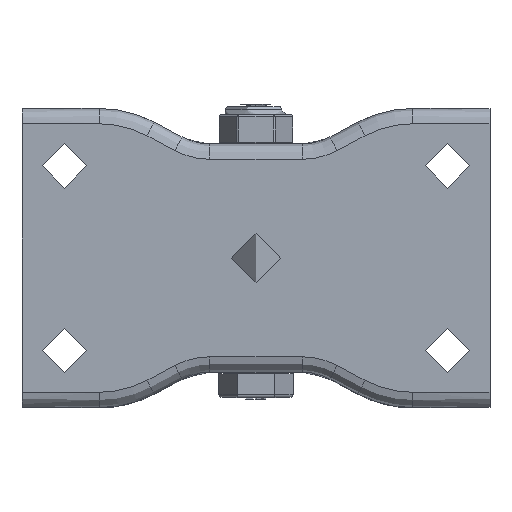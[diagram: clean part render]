
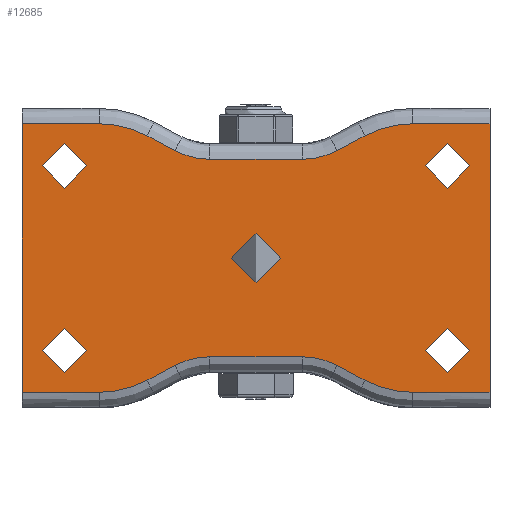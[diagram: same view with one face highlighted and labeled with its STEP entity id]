
A CAD part, top view. The second image highlights one B-rep face of the part: STEP entity #12685.
In plain terms, the highlighted planar face has unit normal (0, 0, 1).
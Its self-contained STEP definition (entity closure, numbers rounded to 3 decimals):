
#1253=FACE_BOUND('',#2885,.T.);
#1254=FACE_BOUND('',#2886,.T.);
#1255=FACE_BOUND('',#2887,.T.);
#1256=FACE_BOUND('',#2888,.T.);
#1257=FACE_BOUND('',#2889,.T.);
#1460=PLANE('',#13659);
#2054=FACE_OUTER_BOUND('',#2884,.T.);
#2884=EDGE_LOOP('',(#10654,#10655,#10656,#10657,#10658,#10659,#10660,#10661,
#10662,#10663,#10664,#10665,#10666,#10667,#10668,#10669,#10670,#10671,#10672,
#10673));
#2885=EDGE_LOOP('',(#10674));
#2886=EDGE_LOOP('',(#10675));
#2887=EDGE_LOOP('',(#10676));
#2888=EDGE_LOOP('',(#10677));
#2889=EDGE_LOOP('',(#10678));
#3723=LINE('',#23080,#4574);
#3728=LINE('',#23106,#4579);
#3729=LINE('',#23112,#4580);
#3731=LINE('',#23131,#4582);
#3735=LINE('',#23139,#4586);
#3736=LINE('',#23143,#4587);
#3737=LINE('',#23147,#4588);
#3738=LINE('',#23151,#4589);
#3739=LINE('',#23154,#4590);
#3740=LINE('',#23158,#4591);
#3741=LINE('',#23162,#4592);
#3742=LINE('',#23166,#4593);
#4574=VECTOR('',#15653,1.);
#4579=VECTOR('',#15668,1.);
#4580=VECTOR('',#15673,1.);
#4582=VECTOR('',#15683,1.);
#4586=VECTOR('',#15689,1.);
#4587=VECTOR('',#15692,1.);
#4588=VECTOR('',#15695,1.);
#4589=VECTOR('',#15698,1.);
#4590=VECTOR('',#15701,1.);
#4591=VECTOR('',#15704,1.);
#4592=VECTOR('',#15707,1.);
#4593=VECTOR('',#15710,1.);
#5088=CIRCLE('',#13622,6.5);
#5098=CIRCLE('',#13637,5.75);
#5100=CIRCLE('',#13640,5.75);
#5102=CIRCLE('',#13643,5.75);
#5104=CIRCLE('',#13646,5.75);
#5111=CIRCLE('',#13660,26.5);
#5112=CIRCLE('',#13661,19.5);
#5113=CIRCLE('',#13662,19.5);
#5114=CIRCLE('',#13663,26.5);
#5115=CIRCLE('',#13664,26.5);
#5116=CIRCLE('',#13665,19.5);
#5117=CIRCLE('',#13666,19.5);
#5118=CIRCLE('',#13667,26.5);
#6018=VERTEX_POINT('',#22973);
#6042=VERTEX_POINT('',#23056);
#6044=VERTEX_POINT('',#23062);
#6046=VERTEX_POINT('',#23068);
#6048=VERTEX_POINT('',#23074);
#6049=VERTEX_POINT('',#23078);
#6050=VERTEX_POINT('',#23079);
#6058=VERTEX_POINT('',#23104);
#6059=VERTEX_POINT('',#23108);
#6061=VERTEX_POINT('',#23111);
#6065=VERTEX_POINT('',#23128);
#6069=VERTEX_POINT('',#23138);
#6070=VERTEX_POINT('',#23140);
#6071=VERTEX_POINT('',#23142);
#6072=VERTEX_POINT('',#23144);
#6073=VERTEX_POINT('',#23146);
#6074=VERTEX_POINT('',#23148);
#6075=VERTEX_POINT('',#23150);
#6076=VERTEX_POINT('',#23152);
#6077=VERTEX_POINT('',#23155);
#6078=VERTEX_POINT('',#23157);
#6079=VERTEX_POINT('',#23159);
#6080=VERTEX_POINT('',#23161);
#6081=VERTEX_POINT('',#23163);
#6082=VERTEX_POINT('',#23165);
#7602=EDGE_CURVE('',#6018,#6018,#5088,.T.);
#7628=EDGE_CURVE('',#6042,#6042,#5098,.T.);
#7631=EDGE_CURVE('',#6044,#6044,#5100,.T.);
#7634=EDGE_CURVE('',#6046,#6046,#5102,.T.);
#7637=EDGE_CURVE('',#6048,#6048,#5104,.T.);
#7638=EDGE_CURVE('',#6049,#6050,#3723,.T.);
#7648=EDGE_CURVE('',#6050,#6058,#3728,.T.);
#7650=EDGE_CURVE('',#6061,#6059,#3729,.T.);
#7656=EDGE_CURVE('',#6059,#6065,#3731,.T.);
#7660=EDGE_CURVE('',#6065,#6069,#3735,.T.);
#7661=EDGE_CURVE('',#6069,#6070,#5111,.T.);
#7662=EDGE_CURVE('',#6070,#6071,#3736,.T.);
#7663=EDGE_CURVE('',#6071,#6072,#5112,.T.);
#7664=EDGE_CURVE('',#6072,#6073,#3737,.T.);
#7665=EDGE_CURVE('',#6073,#6074,#5113,.T.);
#7666=EDGE_CURVE('',#6074,#6075,#3738,.T.);
#7667=EDGE_CURVE('',#6075,#6076,#5114,.T.);
#7668=EDGE_CURVE('',#6076,#6049,#3739,.T.);
#7669=EDGE_CURVE('',#6058,#6077,#5115,.T.);
#7670=EDGE_CURVE('',#6077,#6078,#3740,.T.);
#7671=EDGE_CURVE('',#6078,#6079,#5116,.T.);
#7672=EDGE_CURVE('',#6079,#6080,#3741,.T.);
#7673=EDGE_CURVE('',#6080,#6081,#5117,.T.);
#7674=EDGE_CURVE('',#6081,#6082,#3742,.T.);
#7675=EDGE_CURVE('',#6082,#6061,#5118,.T.);
#10654=ORIENTED_EDGE('',*,*,#7656,.T.);
#10655=ORIENTED_EDGE('',*,*,#7660,.T.);
#10656=ORIENTED_EDGE('',*,*,#7661,.T.);
#10657=ORIENTED_EDGE('',*,*,#7662,.T.);
#10658=ORIENTED_EDGE('',*,*,#7663,.T.);
#10659=ORIENTED_EDGE('',*,*,#7664,.T.);
#10660=ORIENTED_EDGE('',*,*,#7665,.T.);
#10661=ORIENTED_EDGE('',*,*,#7666,.T.);
#10662=ORIENTED_EDGE('',*,*,#7667,.T.);
#10663=ORIENTED_EDGE('',*,*,#7668,.T.);
#10664=ORIENTED_EDGE('',*,*,#7638,.T.);
#10665=ORIENTED_EDGE('',*,*,#7648,.T.);
#10666=ORIENTED_EDGE('',*,*,#7669,.T.);
#10667=ORIENTED_EDGE('',*,*,#7670,.T.);
#10668=ORIENTED_EDGE('',*,*,#7671,.T.);
#10669=ORIENTED_EDGE('',*,*,#7672,.T.);
#10670=ORIENTED_EDGE('',*,*,#7673,.T.);
#10671=ORIENTED_EDGE('',*,*,#7674,.T.);
#10672=ORIENTED_EDGE('',*,*,#7675,.T.);
#10673=ORIENTED_EDGE('',*,*,#7650,.T.);
#10674=ORIENTED_EDGE('',*,*,#7602,.T.);
#10675=ORIENTED_EDGE('',*,*,#7628,.F.);
#10676=ORIENTED_EDGE('',*,*,#7631,.F.);
#10677=ORIENTED_EDGE('',*,*,#7634,.T.);
#10678=ORIENTED_EDGE('',*,*,#7637,.T.);
#12685=ADVANCED_FACE('',(#2054,#1253,#1254,#1255,#1256,#1257),#1460,.F.);
#13622=AXIS2_PLACEMENT_3D('',#22975,#15590,#15591);
#13637=AXIS2_PLACEMENT_3D('',#23058,#15628,#15629);
#13640=AXIS2_PLACEMENT_3D('',#23064,#15635,#15636);
#13643=AXIS2_PLACEMENT_3D('',#23070,#15642,#15643);
#13646=AXIS2_PLACEMENT_3D('',#23076,#15649,#15650);
#13659=AXIS2_PLACEMENT_3D('',#23137,#15687,#15688);
#13660=AXIS2_PLACEMENT_3D('',#23141,#15690,#15691);
#13661=AXIS2_PLACEMENT_3D('',#23145,#15693,#15694);
#13662=AXIS2_PLACEMENT_3D('',#23149,#15696,#15697);
#13663=AXIS2_PLACEMENT_3D('',#23153,#15699,#15700);
#13664=AXIS2_PLACEMENT_3D('',#23156,#15702,#15703);
#13665=AXIS2_PLACEMENT_3D('',#23160,#15705,#15706);
#13666=AXIS2_PLACEMENT_3D('',#23164,#15708,#15709);
#13667=AXIS2_PLACEMENT_3D('',#23167,#15711,#15712);
#15590=DIRECTION('center_axis',(0.,0.,-1.));
#15591=DIRECTION('ref_axis',(-1.,0.,0.));
#15628=DIRECTION('center_axis',(0.,0.,1.));
#15629=DIRECTION('ref_axis',(1.,0.,0.));
#15635=DIRECTION('center_axis',(0.,0.,1.));
#15636=DIRECTION('ref_axis',(1.,0.,0.));
#15642=DIRECTION('center_axis',(0.,0.,-1.));
#15643=DIRECTION('ref_axis',(1.,0.,0.));
#15649=DIRECTION('center_axis',(0.,0.,-1.));
#15650=DIRECTION('ref_axis',(1.,0.,0.));
#15653=DIRECTION('',(0.,-1.,0.));
#15668=DIRECTION('',(1.,0.,0.));
#15673=DIRECTION('',(1.,0.,0.));
#15683=DIRECTION('',(0.,1.,0.));
#15687=DIRECTION('center_axis',(0.,0.,-1.));
#15688=DIRECTION('ref_axis',(0.,-1.,0.));
#15689=DIRECTION('',(-1.,0.,0.));
#15690=DIRECTION('center_axis',(0.,0.,1.));
#15691=DIRECTION('ref_axis',(-1.,0.,0.));
#15692=DIRECTION('',(-0.883,-0.469,0.));
#15693=DIRECTION('center_axis',(0.,0.,-1.));
#15694=DIRECTION('ref_axis',(-1.,0.,0.));
#15695=DIRECTION('',(-1.,0.,0.));
#15696=DIRECTION('center_axis',(0.,0.,-1.));
#15697=DIRECTION('ref_axis',(-1.,0.,0.));
#15698=DIRECTION('',(-0.883,0.469,0.));
#15699=DIRECTION('center_axis',(0.,0.,1.));
#15700=DIRECTION('ref_axis',(-1.,0.,0.));
#15701=DIRECTION('',(-1.,0.,0.));
#15702=DIRECTION('center_axis',(0.,0.,1.));
#15703=DIRECTION('ref_axis',(-1.,0.,0.));
#15704=DIRECTION('',(0.883,0.469,0.));
#15705=DIRECTION('center_axis',(0.,0.,-1.));
#15706=DIRECTION('ref_axis',(-1.,0.,0.));
#15707=DIRECTION('',(1.,0.,0.));
#15708=DIRECTION('center_axis',(0.,0.,-1.));
#15709=DIRECTION('ref_axis',(-1.,0.,0.));
#15710=DIRECTION('',(0.883,-0.469,0.));
#15711=DIRECTION('center_axis',(0.,0.,1.));
#15712=DIRECTION('ref_axis',(-1.,0.,0.));
#22973=CARTESIAN_POINT('',(487.544,-50.195,0.));
#22975=CARTESIAN_POINT('Origin',(481.044,-50.195,0.));
#23056=CARTESIAN_POINT('',(436.794,-26.195,0.));
#23058=CARTESIAN_POINT('Origin',(431.044,-26.195,0.));
#23062=CARTESIAN_POINT('',(536.794,-26.195,0.));
#23064=CARTESIAN_POINT('Origin',(531.044,-26.195,0.));
#23068=CARTESIAN_POINT('',(436.794,-74.195,0.));
#23070=CARTESIAN_POINT('Origin',(431.044,-74.195,0.));
#23074=CARTESIAN_POINT('',(536.794,-74.195,0.));
#23076=CARTESIAN_POINT('Origin',(531.044,-74.195,0.));
#23078=CARTESIAN_POINT('',(420.044,-15.195,0.));
#23079=CARTESIAN_POINT('',(420.044,-85.195,0.));
#23080=CARTESIAN_POINT('',(420.044,-50.195,0.));
#23104=CARTESIAN_POINT('',(440.167,-85.195,0.));
#23106=CARTESIAN_POINT('',(440.167,-85.195,0.));
#23108=CARTESIAN_POINT('',(542.044,-85.195,0.));
#23111=CARTESIAN_POINT('',(521.92,-85.195,0.));
#23112=CARTESIAN_POINT('',(542.042,-85.195,0.));
#23128=CARTESIAN_POINT('',(542.044,-15.195,0.));
#23131=CARTESIAN_POINT('',(542.044,-85.695,0.));
#23137=CARTESIAN_POINT('Origin',(440.167,-58.695,0.));
#23138=CARTESIAN_POINT('',(521.92,-15.195,0.));
#23139=CARTESIAN_POINT('',(521.92,-15.195,0.));
#23140=CARTESIAN_POINT('',(509.479,-18.297,0.));
#23141=CARTESIAN_POINT('Origin',(521.92,-41.695,0.));
#23142=CARTESIAN_POINT('',(502.209,-22.163,0.));
#23143=CARTESIAN_POINT('',(502.209,-22.163,0.));
#23144=CARTESIAN_POINT('',(493.054,-24.445,0.));
#23145=CARTESIAN_POINT('Origin',(493.054,-4.945,0.));
#23146=CARTESIAN_POINT('',(469.033,-24.445,0.));
#23147=CARTESIAN_POINT('',(469.033,-24.445,0.));
#23148=CARTESIAN_POINT('',(459.878,-22.163,0.));
#23149=CARTESIAN_POINT('Origin',(469.033,-4.945,0.));
#23150=CARTESIAN_POINT('',(452.608,-18.297,0.));
#23151=CARTESIAN_POINT('',(452.608,-18.297,0.));
#23152=CARTESIAN_POINT('',(440.167,-15.195,0.));
#23153=CARTESIAN_POINT('Origin',(440.167,-41.695,0.));
#23154=CARTESIAN_POINT('',(420.045,-15.195,0.));
#23155=CARTESIAN_POINT('',(452.608,-82.093,0.));
#23156=CARTESIAN_POINT('Origin',(440.167,-58.695,0.));
#23157=CARTESIAN_POINT('',(459.878,-78.228,0.));
#23158=CARTESIAN_POINT('',(459.878,-78.228,0.));
#23159=CARTESIAN_POINT('',(469.033,-75.945,0.));
#23160=CARTESIAN_POINT('Origin',(469.033,-95.445,0.));
#23161=CARTESIAN_POINT('',(493.054,-75.945,0.));
#23162=CARTESIAN_POINT('',(493.054,-75.945,0.));
#23163=CARTESIAN_POINT('',(502.209,-78.228,0.));
#23164=CARTESIAN_POINT('Origin',(493.054,-95.445,0.));
#23165=CARTESIAN_POINT('',(509.479,-82.093,0.));
#23166=CARTESIAN_POINT('',(509.479,-82.093,0.));
#23167=CARTESIAN_POINT('Origin',(521.92,-58.695,0.));
